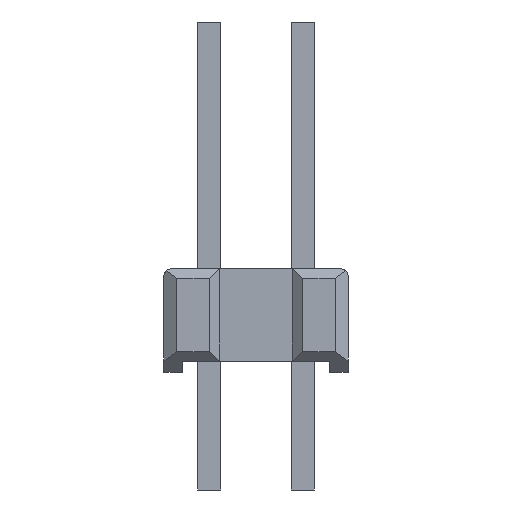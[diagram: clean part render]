
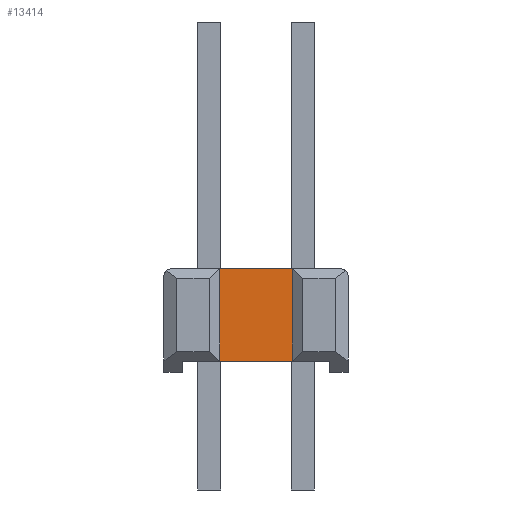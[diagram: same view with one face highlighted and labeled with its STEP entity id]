
A CAD part, left-side view. The second image highlights one B-rep face of the part: STEP entity #13414.
In plain terms, the highlighted planar face has unit normal (-1, 0, 0).
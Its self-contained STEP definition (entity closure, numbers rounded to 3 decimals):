
#166=DIRECTION('',(0.,0.,-1.));
#167=VECTOR('',#166,2.5);
#168=CARTESIAN_POINT('',(-18.8,0.977,0.));
#169=LINE('',#168,#167);
#1435=DIRECTION('',(0.,1.,0.));
#1436=VECTOR('',#1435,1.954);
#1437=CARTESIAN_POINT('',(-18.8,-0.977,0.));
#1438=LINE('',#1437,#1436);
#2395=DIRECTION('',(0.,1.,0.));
#2396=VECTOR('',#2395,1.954);
#2397=CARTESIAN_POINT('',(-18.8,-0.977,-2.5));
#2398=LINE('',#2397,#2396);
#4424=DIRECTION('',(0.,0.,-1.));
#4425=VECTOR('',#4424,2.5);
#4426=CARTESIAN_POINT('',(-18.8,-0.977,0.));
#4427=LINE('',#4426,#4425);
#7212=CARTESIAN_POINT('',(-18.8,-0.977,-2.5));
#7213=CARTESIAN_POINT('',(-18.8,0.977,-2.5));
#7214=VERTEX_POINT('',#7212);
#7215=VERTEX_POINT('',#7213);
#7216=CARTESIAN_POINT('',(-18.8,-0.977,0.));
#7217=CARTESIAN_POINT('',(-18.8,0.977,0.));
#7218=VERTEX_POINT('',#7216);
#7219=VERTEX_POINT('',#7217);
#13403=CARTESIAN_POINT('',(-18.8,-0.977,0.));
#13404=DIRECTION('',(1.,0.,0.));
#13405=DIRECTION('',(0.,1.,0.));
#13406=AXIS2_PLACEMENT_3D('',#13403,#13404,#13405);
#13407=PLANE('',#13406);
#13408=ORIENTED_EDGE('',*,*,#10895,.T.);
#13409=ORIENTED_EDGE('',*,*,#8262,.F.);
#13410=ORIENTED_EDGE('',*,*,#9894,.F.);
#13411=ORIENTED_EDGE('',*,*,#8310,.T.);
#13412=EDGE_LOOP('',(#13408,#13409,#13410,#13411));
#13413=FACE_OUTER_BOUND('',#13412,.F.);
#8262=EDGE_CURVE('',#7219,#7215,#169,.T.);
#8310=EDGE_CURVE('',#7218,#7214,#4427,.T.);
#9894=EDGE_CURVE('',#7218,#7219,#1438,.T.);
#10895=EDGE_CURVE('',#7214,#7215,#2398,.T.);
#13414=ADVANCED_FACE('',(#13413),#13407,.F.);
